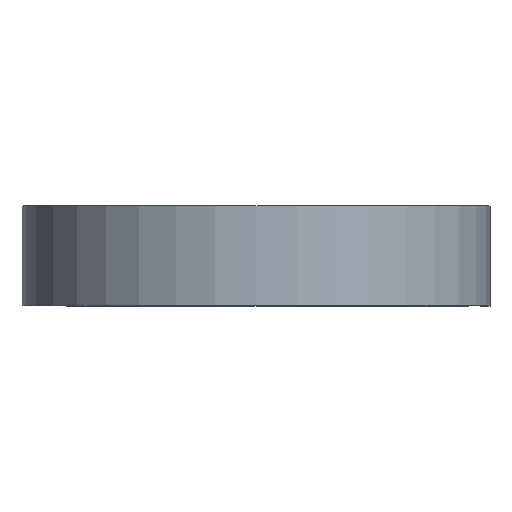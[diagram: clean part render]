
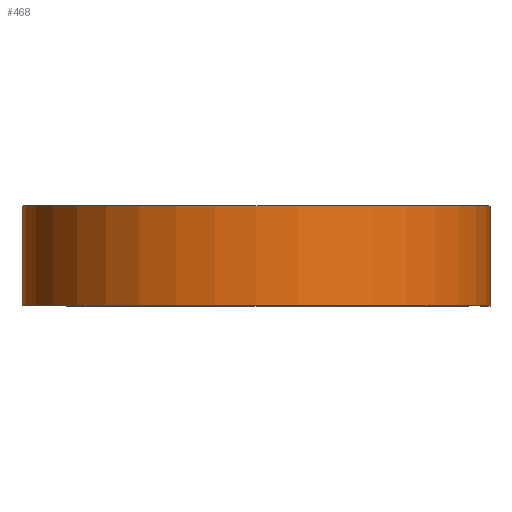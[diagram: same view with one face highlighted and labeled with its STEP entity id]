
A CAD part, top view. The second image highlights one B-rep face of the part: STEP entity #468.
In plain terms, the highlighted cylindrical face has radius 29.794 mm (diameter 59.588 mm), a partial arc.
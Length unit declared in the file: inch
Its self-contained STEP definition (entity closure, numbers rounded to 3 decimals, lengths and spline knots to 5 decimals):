
#19 = EDGE_CURVE ( 'NONE', #689, #402, #424, .T. ) ;
#66 = DIRECTION ( 'NONE',  ( 0., -1., 0. ) ) ;
#70 = ORIENTED_EDGE ( 'NONE', *, *, #19, .F. ) ;
#71 = DIRECTION ( 'NONE',  ( 1., 0., 0. ) ) ;
#86 = VERTEX_POINT ( 'NONE', #666 ) ;
#96 = EDGE_LOOP ( 'NONE', ( #168, #252, #70, #366 ) ) ;
#129 = CIRCLE ( 'NONE', #594, 1.173 ) ;
#150 = CARTESIAN_POINT ( 'NONE',  ( 1.173, 0.25, 0. ) ) ;
#168 = ORIENTED_EDGE ( 'NONE', *, *, #651, .T. ) ;
#172 = DIRECTION ( 'NONE',  ( 0., -1., 0. ) ) ;
#186 = CYLINDRICAL_SURFACE ( 'NONE', #403, 1.173 ) ;
#204 = FACE_OUTER_BOUND ( 'NONE', #96, .T. ) ;
#222 = CARTESIAN_POINT ( 'NONE',  ( 0., -0.25, 0. ) ) ;
#237 = CARTESIAN_POINT ( 'NONE',  ( 0., 0.25, 0. ) ) ;
#252 = ORIENTED_EDGE ( 'NONE', *, *, #515, .F. ) ;
#278 = CARTESIAN_POINT ( 'NONE',  ( 0., 0.25, 0. ) ) ;
#279 = DIRECTION ( 'NONE',  ( 0., -1., 0. ) ) ;
#311 = AXIS2_PLACEMENT_3D ( 'NONE', #278, #662, #318 ) ;
#318 = DIRECTION ( 'NONE',  ( 1., 0., 0. ) ) ;
#326 = CARTESIAN_POINT ( 'NONE',  ( 0., 0.25, -1.173 ) ) ;
#330 = DIRECTION ( 'NONE',  ( 0., 1., 0. ) ) ;
#344 = CARTESIAN_POINT ( 'NONE',  ( 0., 0.25, -1.173 ) ) ;
#349 = VERTEX_POINT ( 'NONE', #493 ) ;
#366 = ORIENTED_EDGE ( 'NONE', *, *, #623, .T. ) ;
#392 = LINE ( 'NONE', #150, #395 ) ;
#395 = VECTOR ( 'NONE', #66, 39.37008 ) ;
#402 = VERTEX_POINT ( 'NONE', #664 ) ;
#403 = AXIS2_PLACEMENT_3D ( 'NONE', #237, #279, #536 ) ;
#424 = CIRCLE ( 'NONE', #311, 1.173 ) ;
#468 = ADVANCED_FACE ( 'NONE', ( #204 ), #186, .T. ) ;
#477 = VECTOR ( 'NONE', #172, 39.37008 ) ;
#484 = LINE ( 'NONE', #344, #477 ) ;
#493 = CARTESIAN_POINT ( 'NONE',  ( 1.173, -0.25, 0. ) ) ;
#515 = EDGE_CURVE ( 'NONE', #402, #349, #392, .T. ) ;
#536 = DIRECTION ( 'NONE',  ( 0., 0., -1. ) ) ;
#594 = AXIS2_PLACEMENT_3D ( 'NONE', #222, #330, #71 ) ;
#623 = EDGE_CURVE ( 'NONE', #689, #86, #484, .T. ) ;
#651 = EDGE_CURVE ( 'NONE', #86, #349, #129, .T. ) ;
#662 = DIRECTION ( 'NONE',  ( 0., 1., 0. ) ) ;
#664 = CARTESIAN_POINT ( 'NONE',  ( 1.173, 0.25, 0. ) ) ;
#666 = CARTESIAN_POINT ( 'NONE',  ( 0., -0.25, -1.173 ) ) ;
#689 = VERTEX_POINT ( 'NONE', #326 ) ;
